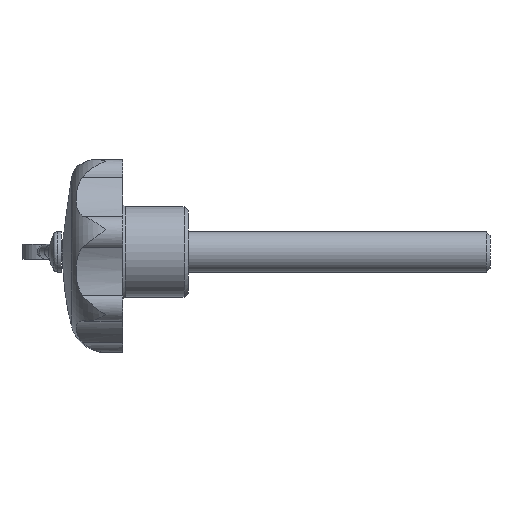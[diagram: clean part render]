
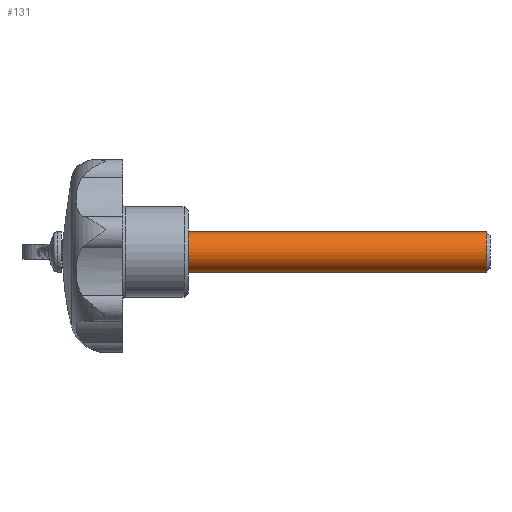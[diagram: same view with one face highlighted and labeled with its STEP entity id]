
A CAD part, left-side view. The second image highlights one B-rep face of the part: STEP entity #131.
In plain terms, the highlighted cylindrical face has radius 4 mm (diameter 8 mm), a full revolution.
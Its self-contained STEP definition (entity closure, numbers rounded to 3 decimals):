
#131 = ADVANCED_FACE( '', ( #297, #298 ), #299, .T. );
#297 = FACE_OUTER_BOUND( '', #495, .T. );
#298 = FACE_OUTER_BOUND( '', #496, .T. );
#299 = CYLINDRICAL_SURFACE( '', #497, 4. );
#495 = EDGE_LOOP( '', ( #799 ) );
#496 = EDGE_LOOP( '', ( #800 ) );
#497 = AXIS2_PLACEMENT_3D( '', #801, #802, #803 );
#799 = ORIENTED_EDGE( '', *, *, #1160, .F. );
#800 = ORIENTED_EDGE( '', *, *, #1100, .T. );
#801 = CARTESIAN_POINT( '', ( 0., -60., 0. ) );
#802 = DIRECTION( '', ( 0., 1., 0. ) );
#803 = DIRECTION( '', ( 0., 0., -1. ) );
#1100 = EDGE_CURVE( '', #1294, #1294, #1295, .T. );
#1160 = EDGE_CURVE( '', #1399, #1399, #1400, .T. );
#1294 = VERTEX_POINT( '', #1608 );
#1295 = CIRCLE( '', #1609, 4. );
#1399 = VERTEX_POINT( '', #1848 );
#1400 = CIRCLE( '', #1849, 4. );
#1608 = CARTESIAN_POINT( '', ( 0., 0., -4. ) );
#1609 = AXIS2_PLACEMENT_3D( '', #2351, #2352, #2353 );
#1848 = CARTESIAN_POINT( '', ( 0., -59.233, -4. ) );
#1849 = AXIS2_PLACEMENT_3D( '', #2447, #2448, #2449 );
#2351 = CARTESIAN_POINT( '', ( 0., 0., 0. ) );
#2352 = DIRECTION( '', ( 0., -1., 0. ) );
#2353 = DIRECTION( '', ( 0., 0., -1. ) );
#2447 = CARTESIAN_POINT( '', ( 0., -59.233, 0. ) );
#2448 = DIRECTION( '', ( 0., -1., 0. ) );
#2449 = DIRECTION( '', ( 0., 0., -1. ) );
